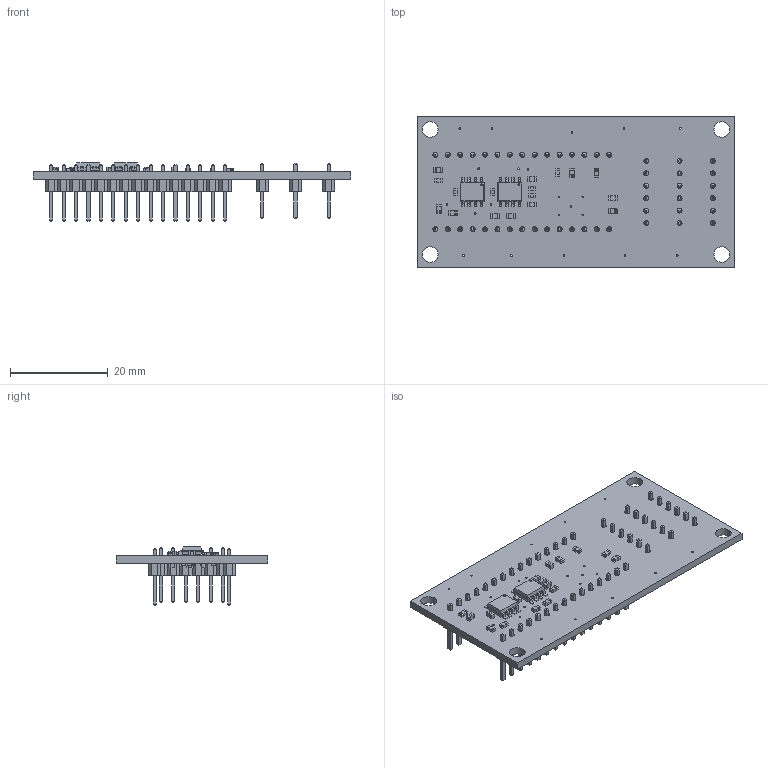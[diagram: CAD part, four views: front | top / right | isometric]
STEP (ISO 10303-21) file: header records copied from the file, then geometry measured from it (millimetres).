
FILE_DESCRIPTION(/* description */ (''),/* implementation_level */ '2;1');
FILE_NAME(/* name */ 'PCB.step',/* time_stamp */ '2021-06-23T09:34:52+02:00',/* author */ (''),/* organization */ (''),/* preprocessor_version */ 'ST-DEVELOPER v18.1',/* originating_system */ 'Autodesk Translation Framework v10.9.0.1377',/* authorisation */ '');
FILE_SCHEMA (('AUTOMOTIVE_DESIGN { 1 0 10303 214 3 1 1 }'));
Length unit declared in the file: millimetre
Products named in the file (8): Penetrometer_V3_PCB; PCB Component; Board; LM358D; 1X15; 0,1µ; 1X06; Ferrite Bead
Assembly tree (38 placements, depth 3):
  Penetrometer_V3_PCB
    PCB Component
      Board
      0,1µ  x12
      LM358D  x2
      1X15  x2
      1X06  x3
      Ferrite Bead  x17
Bounding box: 65 x 31 x 11.86 mm (x, y, z)
Volume: 3997.8 mm3; surface area: 7272.7 mm2
Topology: 37 solids, 37 shells, 2629 faces, 5991 edges, 3568 vertices
Faces by surface type: plane 1808, cylinder 549, sphere 272
Full cylindrical faces by diameter (mm): 0.35 x25, 1.016 x48, 3.2 x4
Entity records: 24200 total; most frequent: CARTESIAN_POINT 4003, ORIENTED_EDGE 3900, DIRECTION 3893, EDGE_CURVE 1950, LINE 1683, VECTOR 1683, VERTEX_POINT 1215, AXIS2_PLACEMENT_3D 1105
